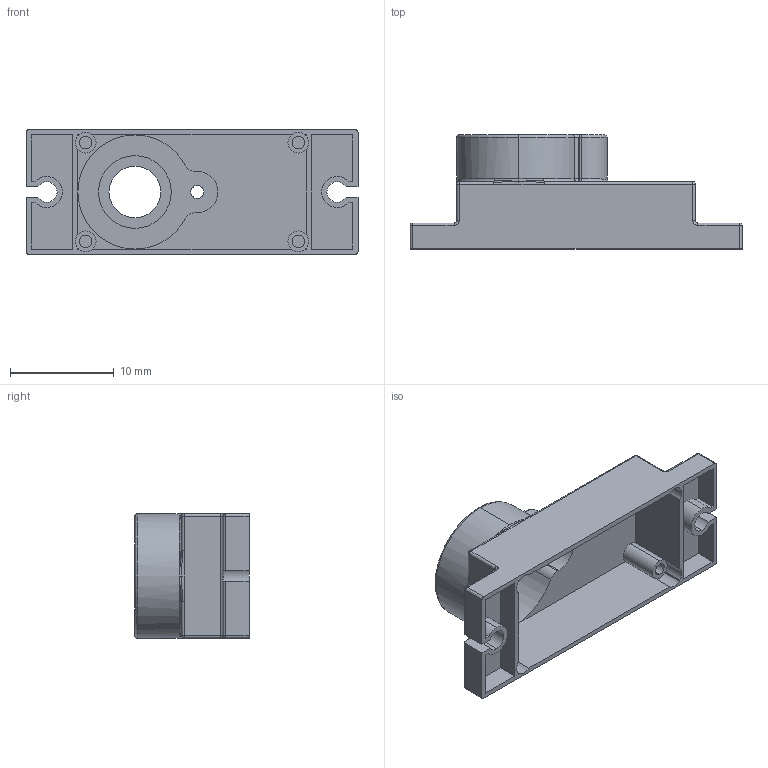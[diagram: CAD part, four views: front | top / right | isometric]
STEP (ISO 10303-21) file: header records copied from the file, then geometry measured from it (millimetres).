
FILE_DESCRIPTION (( 'STEP AP203' ), '1' );
FILE_NAME ('Part5 upper cover_Default_sldprt.STEP', '2018-07-06T17:54:26', ( '' ), ( '' ), 'SwSTEP 2.0', 'SolidWorks 2014', '' );
FILE_SCHEMA (( 'CONFIG_CONTROL_DESIGN' ));
Length unit declared in the file: millimetre
Products named in the file (1): Part5 upper cover_Default_sldprt
Bounding box: 32 x 11 x 12 mm (x, y, z)
Volume: 571.5 mm3; surface area: 2256.3 mm2
Topology: 1 solids, 1 shells, 203 faces, 502 edges, 301 vertices
Faces by surface type: cylinder 89, plane 64, torus 24, bspline 18, sphere 8
Entity records: 7198 total; most frequent: CARTESIAN_POINT 2349, DIRECTION 1029, ORIENTED_EDGE 988, EDGE_CURVE 494, AXIS2_PLACEMENT_3D 403, VERTEX_POINT 301, VECTOR 223, LINE 223
